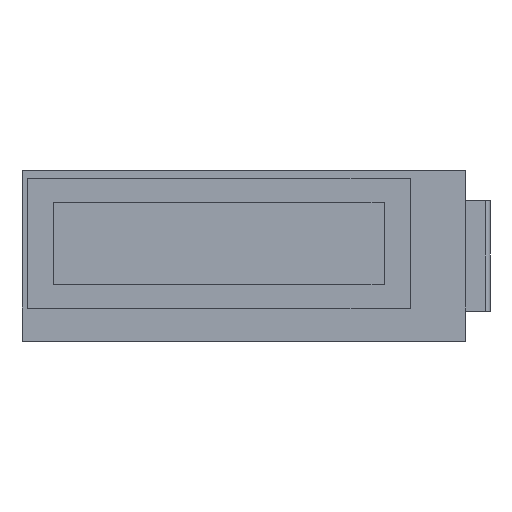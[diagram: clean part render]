
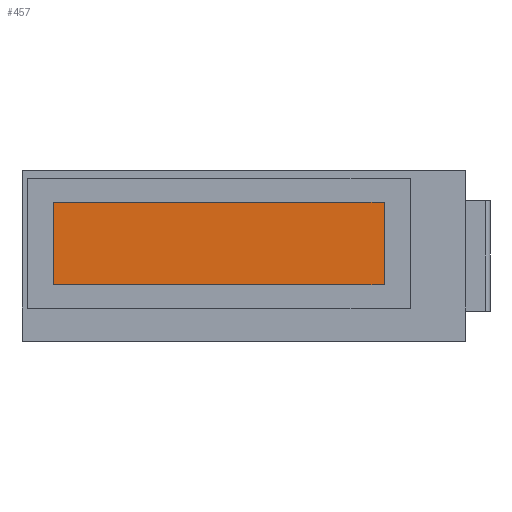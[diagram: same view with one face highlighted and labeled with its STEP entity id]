
A CAD part, top view. The second image highlights one B-rep face of the part: STEP entity #457.
In plain terms, the highlighted planar face has unit normal (0, 0, 1).
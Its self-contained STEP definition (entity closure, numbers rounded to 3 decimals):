
#238 = VERTEX_POINT('',#239);
#239 = CARTESIAN_POINT('',(-11.192,-2.792,1.41));
#247 = VERTEX_POINT('',#248);
#248 = CARTESIAN_POINT('',(-11.192,2.792,1.41));
#254 = EDGE_CURVE('',#238,#247,#255,.T.);
#255 = LINE('',#256,#257);
#256 = CARTESIAN_POINT('',(-11.192,-2.792,1.41));
#257 = VECTOR('',#258,1.);
#258 = DIRECTION('',(0.,1.,0.));
#270 = EDGE_CURVE('',#238,#271,#273,.T.);
#271 = VERTEX_POINT('',#272);
#272 = CARTESIAN_POINT('',(11.192,-2.792,1.41));
#273 = LINE('',#274,#275);
#274 = CARTESIAN_POINT('',(-11.192,-2.792,1.41));
#275 = VECTOR('',#276,1.);
#276 = DIRECTION('',(1.,0.,0.));
#295 = VERTEX_POINT('',#296);
#296 = CARTESIAN_POINT('',(11.192,2.792,1.41));
#302 = EDGE_CURVE('',#271,#295,#303,.T.);
#303 = LINE('',#304,#305);
#304 = CARTESIAN_POINT('',(11.192,-2.792,1.41));
#305 = VECTOR('',#306,1.);
#306 = DIRECTION('',(0.,1.,0.));
#318 = EDGE_CURVE('',#247,#295,#319,.T.);
#319 = LINE('',#320,#321);
#320 = CARTESIAN_POINT('',(-11.192,2.792,1.41));
#321 = VECTOR('',#322,1.);
#322 = DIRECTION('',(1.,0.,0.));
#457 = ADVANCED_FACE('',(#458),#464,.T.);
#458 = FACE_BOUND('',#459,.T.);
#459 = EDGE_LOOP('',(#460,#461,#462,#463));
#460 = ORIENTED_EDGE('',*,*,#254,.F.);
#461 = ORIENTED_EDGE('',*,*,#270,.T.);
#462 = ORIENTED_EDGE('',*,*,#302,.T.);
#463 = ORIENTED_EDGE('',*,*,#318,.F.);
#464 = PLANE('',#465);
#465 = AXIS2_PLACEMENT_3D('',#466,#467,#468);
#466 = CARTESIAN_POINT('',(-11.192,-2.792,1.41));
#467 = DIRECTION('',(0.,0.,1.));
#468 = DIRECTION('',(1.,0.,0.));
